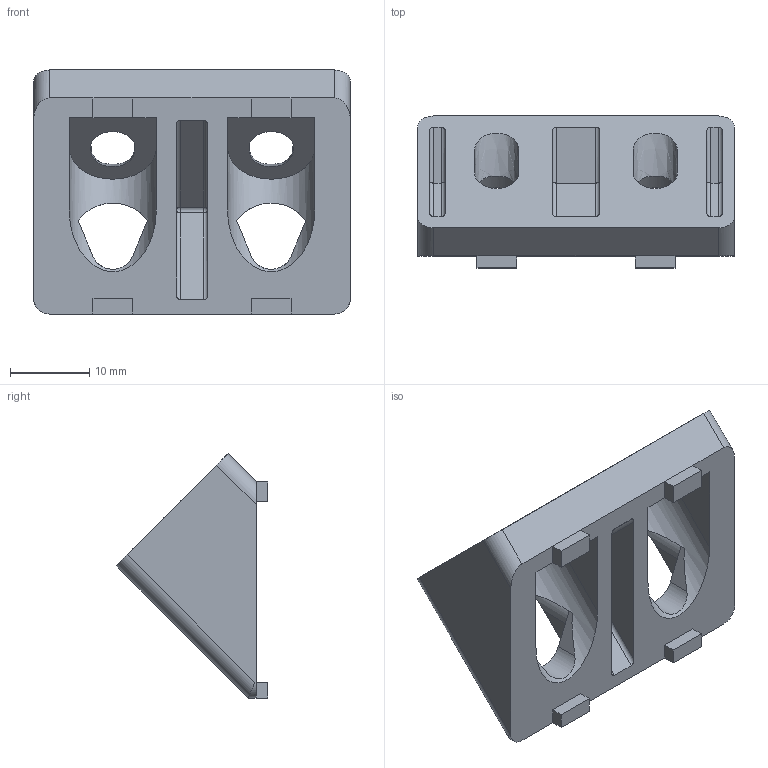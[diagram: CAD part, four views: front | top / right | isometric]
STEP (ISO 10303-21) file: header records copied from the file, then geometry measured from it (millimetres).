
FILE_DESCRIPTION(/* description */ ('STEP AP214'),/* implementation_level */ '2;1');
FILE_NAME(/* name */ '093WS40445N05R',/* time_stamp */ '2025-01-22T09:57:08+01:00',/* author */ ('License CC BY-ND 4.0'),/* organization */ ('CADENAS'),/* preprocessor_version */ 'ST-DEVELOPER v19.3',/* originating_system */ 'PARTsolutions',/* authorisation */ ' ');
FILE_SCHEMA (('AUTOMOTIVE_DESIGN {1 0 10303 214 3 1 1}'));
Length unit declared in the file: millimetre
Products named in the file (1): 093WS40445N05R
Bounding box: 40 x 19.18 x 30.82 mm (x, y, z)
Volume: 7164 mm3; surface area: 5035 mm2
Topology: 1 solids, 1 shells, 99 faces, 289 edges, 194 vertices
Faces by surface type: plane 60, cylinder 35, bspline 2, sphere 2
Entity records: 3471 total; most frequent: CARTESIAN_POINT 739, ORIENTED_EDGE 570, DIRECTION 561, EDGE_CURVE 285, LINE 197, VECTOR 197, VERTEX_POINT 194, AXIS2_PLACEMENT_3D 182
